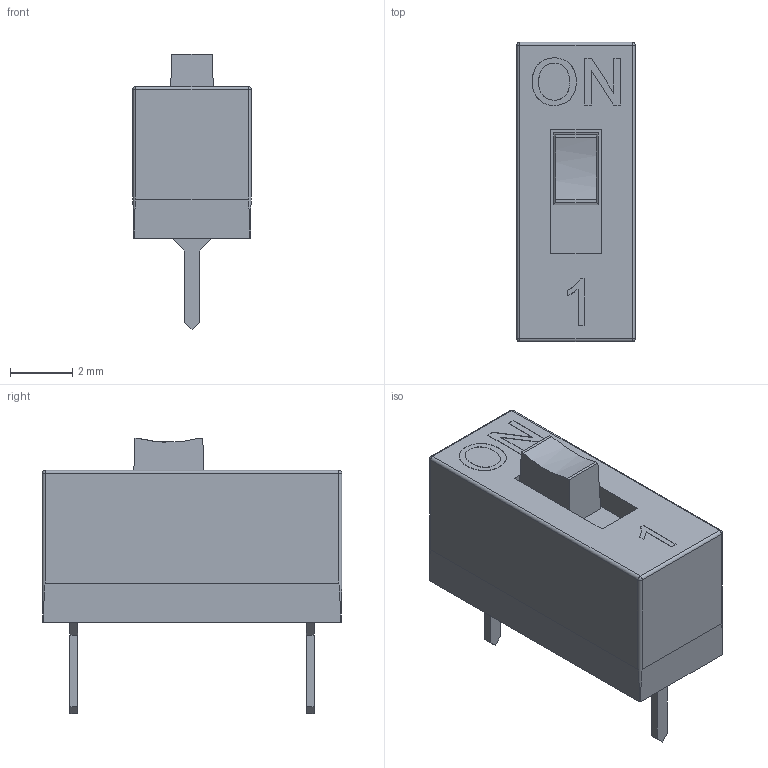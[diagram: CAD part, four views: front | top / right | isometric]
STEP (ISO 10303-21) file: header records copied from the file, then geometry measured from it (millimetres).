
FILE_DESCRIPTION((' '),'2;1');
FILE_NAME( 'SW-NDS-01V.stp', '2022-09-02T17:08:28', (' '), ('--- Datakit www.datakit.com---'), ' Datakit CrossCadWare V2022.3 Jun 15 2022', 'DATAKIT 2022 (c)', ' ');
FILE_SCHEMA(('AP242_MANAGED_MODEL_BASED_3D_ENGINEERING_MIM_LF { 1 0 10303 442 1 1 4 }'));
Length unit declared in the file: millimetre
Products named in the file (1): SW-NDS-01V
Bounding box: 3.81 x 9.65 x 8.88 mm (x, y, z)
Volume: 180.8 mm3; surface area: 232.3 mm2
Topology: 1 solids, 1 shells, 79 faces, 199 edges, 126 vertices
Faces by surface type: plane 56, extrusion 10, cylinder 9, sphere 4
Entity records: 2975 total; most frequent: CARTESIAN_POINT 989, ORIENTED_EDGE 390, DIRECTION 351, EDGE_CURVE 195, VECTOR 159, LINE 149, VERTEX_POINT 126, AXIS2_PLACEMENT_3D 96
